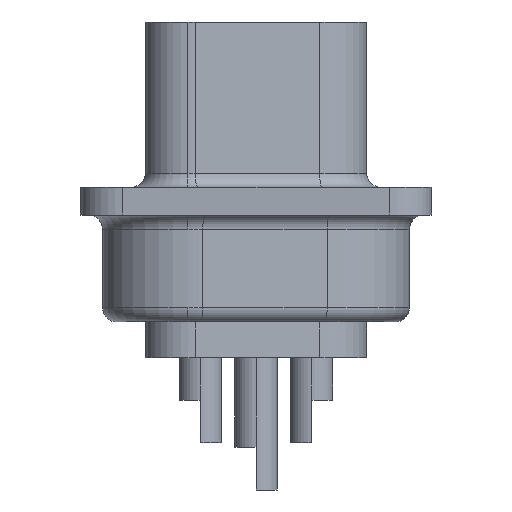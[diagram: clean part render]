
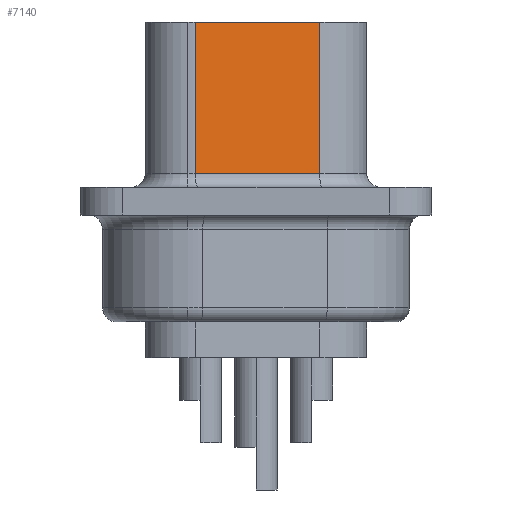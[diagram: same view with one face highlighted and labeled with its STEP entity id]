
A CAD part, left-side view. The second image highlights one B-rep face of the part: STEP entity #7140.
In plain terms, the highlighted planar face has unit normal (-0.985, -0.174, 0).
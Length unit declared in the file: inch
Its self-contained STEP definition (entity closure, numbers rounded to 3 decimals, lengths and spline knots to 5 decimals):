
#3027 = DIRECTION ( 'NONE',  ( 0., 0., -1. ) ) ;
#3028 = VECTOR ( 'NONE', #3027, 39.37008 ) ;
#3029 = CARTESIAN_POINT ( 'NONE',  ( -0.765, 0.08508, 0.2515 ) ) ;
#3030 = LINE ( 'NONE', #3029, #3028 ) ;
#3031 = CARTESIAN_POINT ( 'NONE',  ( -0.765, 0.08508, 0.0395 ) ) ;
#3099 = CARTESIAN_POINT ( 'NONE',  ( -0.765, 0.08508, 0.2515 ) ) ;
#6978 = EDGE_LOOP ( 'NONE', ( #7141, #7142, #7145, #7147 ) ) ;
#7140 = ADVANCED_FACE ( 'NONE', ( #19251 ), #19249, .F. ) ;
#7141 = ORIENTED_EDGE ( 'NONE', *, *, #8680, .T. ) ;
#7142 = ORIENTED_EDGE ( 'NONE', *, *, #7143, .T. ) ;
#7143 = EDGE_CURVE ( 'NONE', #8678, #7144, #19250, .T. ) ;
#7144 = VERTEX_POINT ( 'NONE', #19241 ) ;
#7145 = ORIENTED_EDGE ( 'NONE', *, *, #7146, .F. ) ;
#7146 = EDGE_CURVE ( 'NONE', #7419, #7144, #19318, .T. ) ;
#7147 = ORIENTED_EDGE ( 'NONE', *, *, #7418, .F. ) ;
#7418 = EDGE_CURVE ( 'NONE', #8673, #7419, #20072, .T. ) ;
#7419 = VERTEX_POINT ( 'NONE', #20397 ) ;
#8673 = VERTEX_POINT ( 'NONE', #3099 ) ;
#8678 = VERTEX_POINT ( 'NONE', #3031 ) ;
#8680 = EDGE_CURVE ( 'NONE', #8673, #8678, #3030, .T. ) ;
#19241 = CARTESIAN_POINT ( 'NONE',  ( -0.73424, -0.08939, 0.0395 ) ) ;
#19242 = DIRECTION ( 'NONE',  ( 0.174, -0.985, 0. ) ) ;
#19243 = VECTOR ( 'NONE', #19242, 39.37008 ) ;
#19244 = CARTESIAN_POINT ( 'NONE',  ( -0.73424, -0.08939, 0.0395 ) ) ;
#19245 = DIRECTION ( 'NONE',  ( -0.174, 0.985, 0. ) ) ;
#19246 = DIRECTION ( 'NONE',  ( 0.985, 0.174, 0. ) ) ;
#19247 = CARTESIAN_POINT ( 'NONE',  ( -0.765, 0.08508, 0.2515 ) ) ;
#19248 = AXIS2_PLACEMENT_3D ( 'NONE', #19247, #19246, #19245 ) ;
#19249 = PLANE ( 'NONE',  #19248 ) ;
#19250 = LINE ( 'NONE', #19244, #19243 ) ;
#19251 = FACE_OUTER_BOUND ( 'NONE', #6978, .T. ) ;
#19315 = DIRECTION ( 'NONE',  ( 0., 0., -1. ) ) ;
#19316 = VECTOR ( 'NONE', #19315, 39.37008 ) ;
#19317 = CARTESIAN_POINT ( 'NONE',  ( -0.73424, -0.08939, 0.2515 ) ) ;
#19318 = LINE ( 'NONE', #19317, #19316 ) ;
#20072 = LINE ( 'NONE', #20180, #20177 ) ;
#20176 = DIRECTION ( 'NONE',  ( 0.174, -0.985, 0. ) ) ;
#20177 = VECTOR ( 'NONE', #20176, 39.37008 ) ;
#20180 = CARTESIAN_POINT ( 'NONE',  ( -0.765, 0.08508, 0.2515 ) ) ;
#20397 = CARTESIAN_POINT ( 'NONE',  ( -0.73424, -0.08939, 0.2515 ) ) ;
